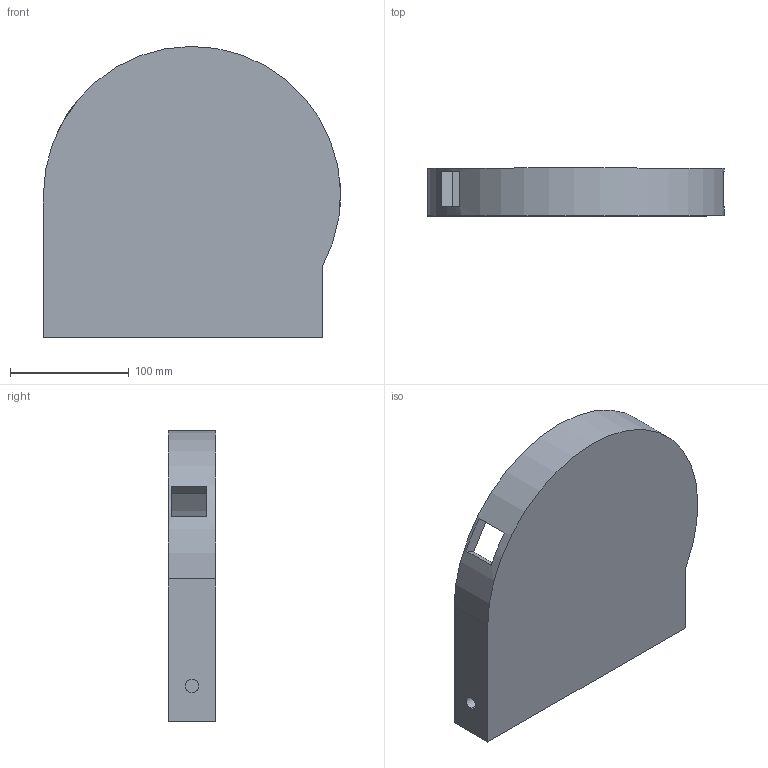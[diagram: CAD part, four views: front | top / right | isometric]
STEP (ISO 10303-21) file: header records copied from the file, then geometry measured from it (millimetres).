
FILE_DESCRIPTION (( 'STEP AP214' ), '1' );
FILE_NAME ('base.STEP', '2024-07-14T22:34:12', ( '' ), ( '' ), 'SwSTEP 2.0', 'SolidWorks 2023', '' );
FILE_SCHEMA (( 'AUTOMOTIVE_DESIGN' ));
Length unit declared in the file: millimetre
Products named in the file (1): base
Bounding box: 249.96 x 40 x 244.99 mm (x, y, z)
Volume: 545248.5 mm3; surface area: 172669.2 mm2
Topology: 1 solids, 1 shells, 41 faces, 111 edges, 74 vertices
Faces by surface type: plane 34, cylinder 7
Entity records: 1318 total; most frequent: CARTESIAN_POINT 227, ORIENTED_EDGE 222, DIRECTION 213, EDGE_CURVE 111, VECTOR 93, LINE 93, VERTEX_POINT 74, AXIS2_PLACEMENT_3D 60
